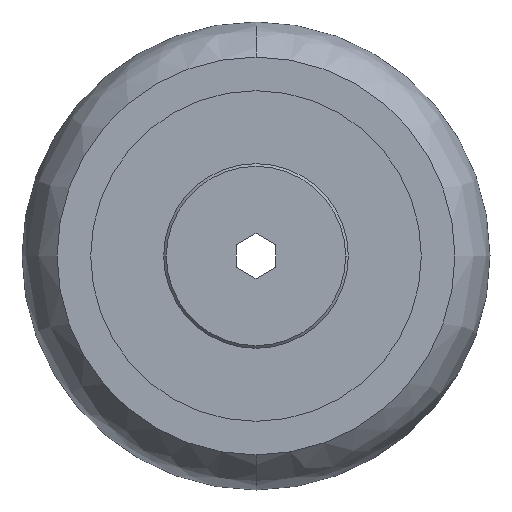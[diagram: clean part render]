
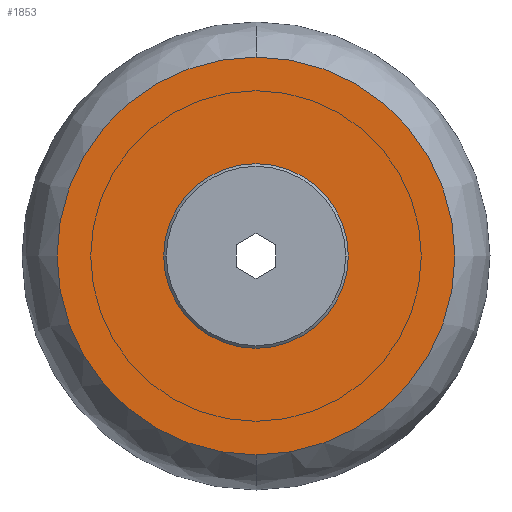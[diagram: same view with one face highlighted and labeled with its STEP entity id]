
A CAD part, front view. The second image highlights one B-rep face of the part: STEP entity #1853.
In plain terms, the highlighted planar face has unit normal (0, -1, 0).
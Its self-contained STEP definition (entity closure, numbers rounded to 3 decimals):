
#53 = CARTESIAN_POINT ( 'NONE',  ( 0., -5.5, 15.13 ) ) ;
#141 = CARTESIAN_POINT ( 'NONE',  ( 0., -5.5, -15.13 ) ) ;
#154 = CARTESIAN_POINT ( 'NONE',  ( 0., -5.5, -7.019 ) ) ;
#155 = CARTESIAN_POINT ( 'NONE',  ( 0., -5.5, 7.019 ) ) ;
#267 = CARTESIAN_POINT ( 'NONE',  ( -15.13, -5.5, 0. ) ) ;
#268 = PLANE ( 'NONE',  #1470 ) ;
#269 = DIRECTION ( 'NONE',  ( 0., -1., 0. ) ) ;
#270 = DIRECTION ( 'NONE',  ( 0., 0., -1. ) ) ;
#542 = CARTESIAN_POINT ( 'NONE',  ( 0., -5.5, 0. ) ) ;
#543 = DIRECTION ( 'NONE',  ( 0., 1., 0. ) ) ;
#544 = DIRECTION ( 'NONE',  ( 0., 0., 1. ) ) ;
#566 = CARTESIAN_POINT ( 'NONE',  ( 0., -5.5, 0. ) ) ;
#573 = DIRECTION ( 'NONE',  ( 0., 1., 0. ) ) ;
#574 = DIRECTION ( 'NONE',  ( 0., 0., 1. ) ) ;
#692 = FACE_OUTER_BOUND ( 'NONE', #1160, .T. ) ;
#696 = FACE_BOUND ( 'NONE', #1143, .T. ) ;
#767 = CIRCLE ( 'NONE', #1503, 15.13 ) ;
#779 = CIRCLE ( 'NONE', #1513, 7.019 ) ;
#1063 = ORIENTED_EDGE ( 'NONE', *, *, #1342, .F. ) ;
#1064 = ORIENTED_EDGE ( 'NONE', *, *, #1908, .F. ) ;
#1065 = ORIENTED_EDGE ( 'NONE', *, *, #1918, .T. ) ;
#1066 = ORIENTED_EDGE ( 'NONE', *, *, #1339, .T. ) ;
#1143 = EDGE_LOOP ( 'NONE', ( #1065, #1066 ) ) ;
#1160 = EDGE_LOOP ( 'NONE', ( #1063, #1064 ) ) ;
#1256 = CIRCLE ( 'NONE', #1393, 7.019 ) ;
#1259 = CIRCLE ( 'NONE', #1396, 15.13 ) ;
#1339 = EDGE_CURVE ( 'NONE', #1579, #1580, #1256, .T. ) ;
#1342 = EDGE_CURVE ( 'NONE', #1564, #1563, #1259, .T. ) ;
#1393 = AXIS2_PLACEMENT_3D ( 'NONE', #1803, #1804, #1805 ) ;
#1396 = AXIS2_PLACEMENT_3D ( 'NONE', #1812, #1813, #1814 ) ;
#1470 = AXIS2_PLACEMENT_3D ( 'NONE', #267, #269, #270 ) ;
#1503 = AXIS2_PLACEMENT_3D ( 'NONE', #542, #543, #544 ) ;
#1513 = AXIS2_PLACEMENT_3D ( 'NONE', #566, #573, #574 ) ;
#1563 = VERTEX_POINT ( 'NONE', #141 ) ;
#1564 = VERTEX_POINT ( 'NONE', #53 ) ;
#1579 = VERTEX_POINT ( 'NONE', #154 ) ;
#1580 = VERTEX_POINT ( 'NONE', #155 ) ;
#1803 = CARTESIAN_POINT ( 'NONE',  ( 0., -5.5, 0. ) ) ;
#1804 = DIRECTION ( 'NONE',  ( 0., 1., 0. ) ) ;
#1805 = DIRECTION ( 'NONE',  ( 0., 0., 1. ) ) ;
#1812 = CARTESIAN_POINT ( 'NONE',  ( 0., -5.5, 0. ) ) ;
#1813 = DIRECTION ( 'NONE',  ( 0., 1., 0. ) ) ;
#1814 = DIRECTION ( 'NONE',  ( 0., 0., 1. ) ) ;
#1853 = ADVANCED_FACE ( 'NONE', ( #692, #696 ), #268, .T. ) ;
#1908 = EDGE_CURVE ( 'NONE', #1563, #1564, #767, .T. ) ;
#1918 = EDGE_CURVE ( 'NONE', #1580, #1579, #779, .T. ) ;
